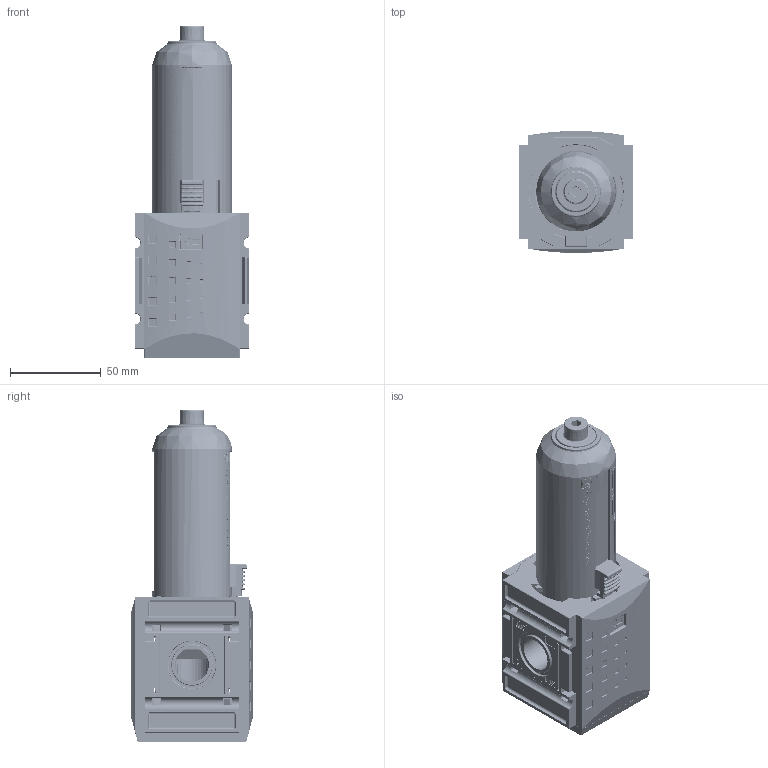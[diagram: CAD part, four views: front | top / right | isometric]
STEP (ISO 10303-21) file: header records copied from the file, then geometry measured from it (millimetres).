
FILE_DESCRIPTION((''),'2;1');
FILE_NAME('KAFI-212.stp','2007-11-02T10:44:39',('DDruske'),(''),'Autodesk Inventor 10','Autodesk Inventor 10','');
FILE_SCHEMA(('AUTOMOTIVE_DESIGN { 1 0 10303 214 1 1 1 1 }'));
Length unit declared in the file: millimetre
Products named in the file (18): 10009551; 10009549; 10007804; 10009550; 10009552; 10008285; 10007821; 10007828; 10007815; 10008973; DIN 3771 37.5 x 2.5 - N - NBR 70; 10001828; DIN 3771 23 x 2 - N - NBR 70; ISO 8752 4 x 40  A; 10008154; 10008788; 10009128; 10009129
Assembly tree (22 placements, depth 5):
  10009551
    10009549
      10007804
      10009550
      10009552
        10008285
          10007821
          10007828
          10007815
        10008973
        DIN 3771 37.5 x 2.5 - N - NBR 70
        10001828
    DIN 3771 23 x 2 - N - NBR 70  x2
    ISO 8752 4 x 40  A  x4
    10008154
    10008788  x2
    10009128
    10009129
Bounding box: 63 x 67.13 x 183 mm (x, y, z)
Volume: 222261 mm3; surface area: 166303 mm2
Topology: 19 solids, 19 shells, 6206 faces, 16081 edges, 10176 vertices
Faces by surface type: bspline 2263, plane 2195, cylinder 1396, torus 237, cone 69, sphere 46
Full cylindrical faces by diameter (mm): 0.2 x5, 0.25 x9, 0.3 x4, 2.4 x2, 3.2 x2, 3.9 x1, 4 x1, 5 x1, 5.7 x2, 6 x3, 8 x1, 8.8 x1, 9.73 x1, 10 x1, 12 x1, 13 x1, 16.6 x1, 18.631 x2, 20.46 x2, 22 x2, 23 x1, 26 x1, 27 x1, 28 x2, 29 x2, 29.8 x2, 37.9 x2, 40 x2, 41.3 x1, 41.8 x1
Entity records: 401384 total; most frequent: CARTESIAN_POINT 279081, ORIENTED_EDGE 27860, DIRECTION 20529, EDGE_CURVE 13930, VERTEX_POINT 8974, AXIS2_PLACEMENT_3D 6857, VECTOR 6815, LINE 6815
